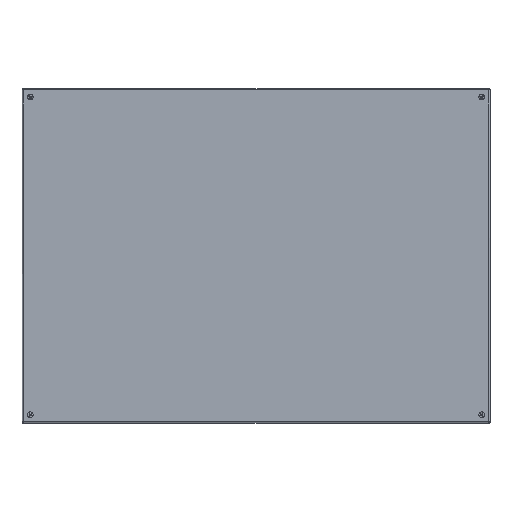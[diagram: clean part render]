
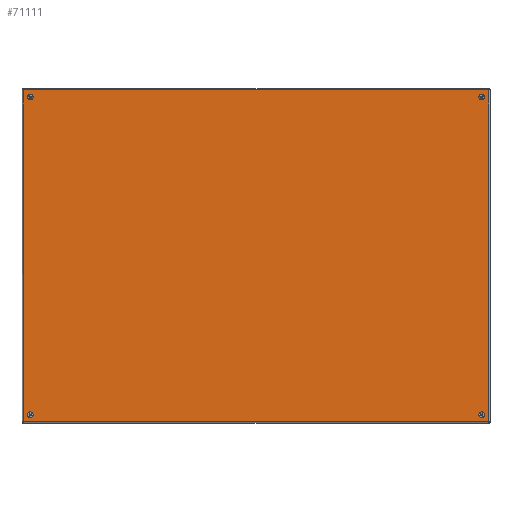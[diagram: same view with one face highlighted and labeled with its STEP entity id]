
A CAD part, top view. The second image highlights one B-rep face of the part: STEP entity #71111.
In plain terms, the highlighted face is planar.
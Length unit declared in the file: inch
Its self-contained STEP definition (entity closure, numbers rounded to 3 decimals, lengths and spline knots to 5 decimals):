
#1061 = CIRCLE ( 'NONE', #40422, 0.25 ) ;
#1289 = ORIENTED_EDGE ( 'NONE', *, *, #78809, .T. ) ;
#1778 = EDGE_LOOP ( 'NONE', ( #104296, #105858 ) ) ;
#2701 = DIRECTION ( 'NONE',  ( 1., 0., 0. ) ) ;
#3083 = VERTEX_POINT ( 'NONE', #87925 ) ;
#3337 = CARTESIAN_POINT ( 'NONE',  ( 0., 21., -14.892 ) ) ;
#4122 = CARTESIAN_POINT ( 'NONE',  ( 0., 0.108, -14.892 ) ) ;
#4828 = VERTEX_POINT ( 'NONE', #88051 ) ;
#6609 = CIRCLE ( 'NONE', #71675, 0.25 ) ;
#7496 = VECTOR ( 'NONE', #52246, 39.37008 ) ;
#8313 = DIRECTION ( 'NONE',  ( 0., 0., -1. ) ) ;
#8365 = VERTEX_POINT ( 'NONE', #28097 ) ;
#8666 = DIRECTION ( 'NONE',  ( 0., 1., 0. ) ) ;
#9868 = DIRECTION ( 'NONE',  ( 0., 1., 0. ) ) ;
#10367 = CARTESIAN_POINT ( 'NONE',  ( 0., 0.108, 0. ) ) ;
#11472 = CARTESIAN_POINT ( 'NONE',  ( 0., 0.5, 14.25 ) ) ;
#11481 = VERTEX_POINT ( 'NONE', #103947 ) ;
#14545 = VECTOR ( 'NONE', #9868, 39.37008 ) ;
#15110 = DIRECTION ( 'NONE',  ( 0., 1., 0. ) ) ;
#16959 = VERTEX_POINT ( 'NONE', #4122 ) ;
#17137 = FACE_OUTER_BOUND ( 'NONE', #42803, .T. ) ;
#17646 = FACE_BOUND ( 'NONE', #96550, .T. ) ;
#17912 = LINE ( 'NONE', #10367, #36728 ) ;
#17953 = LINE ( 'NONE', #50647, #14545 ) ;
#18878 = CIRCLE ( 'NONE', #25705, 0.25 ) ;
#19630 = CIRCLE ( 'NONE', #79492, 0.25 ) ;
#24222 = VERTEX_POINT ( 'NONE', #11472 ) ;
#25225 = CARTESIAN_POINT ( 'NONE',  ( 0., 0.75, 14.25 ) ) ;
#25444 = ORIENTED_EDGE ( 'NONE', *, *, #67979, .T. ) ;
#25705 = AXIS2_PLACEMENT_3D ( 'NONE', #99173, #92188, #8666 ) ;
#28097 = CARTESIAN_POINT ( 'NONE',  ( 0., 41.5, -14.25 ) ) ;
#28470 = CARTESIAN_POINT ( 'NONE',  ( 0., 1., 14.25 ) ) ;
#32183 = DIRECTION ( 'NONE',  ( 1., 0., 0. ) ) ;
#33966 = CARTESIAN_POINT ( 'NONE',  ( 0., 41., 14.25 ) ) ;
#35253 = PLANE ( 'NONE',  #71387 ) ;
#36728 = VECTOR ( 'NONE', #42538, 39.37008 ) ;
#36828 = CARTESIAN_POINT ( 'NONE',  ( 0., 21., 0. ) ) ;
#37201 = EDGE_LOOP ( 'NONE', ( #58267, #1289 ) ) ;
#40029 = ORIENTED_EDGE ( 'NONE', *, *, #49368, .T. ) ;
#40154 = EDGE_CURVE ( 'NONE', #89621, #4828, #18878, .T. ) ;
#40422 = AXIS2_PLACEMENT_3D ( 'NONE', #95436, #32183, #15110 ) ;
#40791 = CIRCLE ( 'NONE', #75080, 0.25 ) ;
#42263 = FACE_BOUND ( 'NONE', #1778, .T. ) ;
#42446 = CARTESIAN_POINT ( 'NONE',  ( 0., 41.25, 14.25 ) ) ;
#42538 = DIRECTION ( 'NONE',  ( 0., 0., 1. ) ) ;
#42803 = EDGE_LOOP ( 'NONE', ( #57745, #40029, #25444, #85910 ) ) ;
#47849 = CARTESIAN_POINT ( 'NONE',  ( 0., 0.75, 14.25 ) ) ;
#48280 = EDGE_CURVE ( 'NONE', #63659, #11481, #97268, .T. ) ;
#48990 = VERTEX_POINT ( 'NONE', #28470 ) ;
#49368 = EDGE_CURVE ( 'NONE', #11481, #16959, #76839, .T. ) ;
#50647 = CARTESIAN_POINT ( 'NONE',  ( 0., 21., 14.892 ) ) ;
#51713 = EDGE_CURVE ( 'NONE', #93215, #83526, #19630, .T. ) ;
#52246 = DIRECTION ( 'NONE',  ( 0., -1., 0. ) ) ;
#56454 = DIRECTION ( 'NONE',  ( 1., 0., 0. ) ) ;
#56643 = CARTESIAN_POINT ( 'NONE',  ( 0., 41.892, 0. ) ) ;
#57486 = EDGE_CURVE ( 'NONE', #8365, #104922, #71757, .T. ) ;
#57745 = ORIENTED_EDGE ( 'NONE', *, *, #48280, .T. ) ;
#58267 = ORIENTED_EDGE ( 'NONE', *, *, #51713, .T. ) ;
#58529 = CARTESIAN_POINT ( 'NONE',  ( 0., 41.25, -14.25 ) ) ;
#59066 = DIRECTION ( 'NONE',  ( 0., 1., 0. ) ) ;
#59961 = EDGE_CURVE ( 'NONE', #24222, #48990, #6609, .T. ) ;
#62098 = AXIS2_PLACEMENT_3D ( 'NONE', #66177, #90782, #67236 ) ;
#62126 = DIRECTION ( 'NONE',  ( -1., 0., 0. ) ) ;
#63379 = ORIENTED_EDGE ( 'NONE', *, *, #90568, .T. ) ;
#63659 = VERTEX_POINT ( 'NONE', #74680 ) ;
#64918 = DIRECTION ( 'NONE',  ( 1., 0., 0. ) ) ;
#65166 = EDGE_CURVE ( 'NONE', #3083, #63659, #17953, .T. ) ;
#66177 = CARTESIAN_POINT ( 'NONE',  ( 0., 41.25, 14.25 ) ) ;
#66387 = ORIENTED_EDGE ( 'NONE', *, *, #57486, .T. ) ;
#66667 = AXIS2_PLACEMENT_3D ( 'NONE', #25225, #64918, #91590 ) ;
#66910 = FACE_BOUND ( 'NONE', #37201, .T. ) ;
#67236 = DIRECTION ( 'NONE',  ( 0., 1., 0. ) ) ;
#67979 = EDGE_CURVE ( 'NONE', #16959, #3083, #17912, .T. ) ;
#68877 = CIRCLE ( 'NONE', #62098, 0.25 ) ;
#71111 = ADVANCED_FACE ( 'NONE', ( #17137, #17646, #42263, #66910, #99534 ), #35253, .T. ) ;
#71387 = AXIS2_PLACEMENT_3D ( 'NONE', #36828, #62126, #101110 ) ;
#71675 = AXIS2_PLACEMENT_3D ( 'NONE', #47849, #56454, #80981 ) ;
#71757 = CIRCLE ( 'NONE', #80301, 0.25 ) ;
#74187 = ORIENTED_EDGE ( 'NONE', *, *, #93858, .T. ) ;
#74680 = CARTESIAN_POINT ( 'NONE',  ( 0., 41.892, 14.892 ) ) ;
#75080 = AXIS2_PLACEMENT_3D ( 'NONE', #93591, #101612, #94133 ) ;
#76839 = LINE ( 'NONE', #3337, #7496 ) ;
#78809 = EDGE_CURVE ( 'NONE', #83526, #93215, #68877, .T. ) ;
#79119 = CARTESIAN_POINT ( 'NONE',  ( 0., 41.5, 14.25 ) ) ;
#79492 = AXIS2_PLACEMENT_3D ( 'NONE', #42446, #2701, #94351 ) ;
#80301 = AXIS2_PLACEMENT_3D ( 'NONE', #58529, #101250, #59066 ) ;
#80375 = ORIENTED_EDGE ( 'NONE', *, *, #59961, .T. ) ;
#80981 = DIRECTION ( 'NONE',  ( 0., 1., 0. ) ) ;
#83526 = VERTEX_POINT ( 'NONE', #33966 ) ;
#85910 = ORIENTED_EDGE ( 'NONE', *, *, #65166, .T. ) ;
#86821 = EDGE_LOOP ( 'NONE', ( #74187, #80375 ) ) ;
#87723 = VECTOR ( 'NONE', #8313, 39.37008 ) ;
#87925 = CARTESIAN_POINT ( 'NONE',  ( 0., 0.108, 14.892 ) ) ;
#88051 = CARTESIAN_POINT ( 'NONE',  ( 0., 1., -14.25 ) ) ;
#89621 = VERTEX_POINT ( 'NONE', #95133 ) ;
#90568 = EDGE_CURVE ( 'NONE', #104922, #8365, #1061, .T. ) ;
#90782 = DIRECTION ( 'NONE',  ( 1., 0., 0. ) ) ;
#91590 = DIRECTION ( 'NONE',  ( 0., 1., 0. ) ) ;
#92188 = DIRECTION ( 'NONE',  ( 1., 0., 0. ) ) ;
#92860 = EDGE_CURVE ( 'NONE', #4828, #89621, #40791, .T. ) ;
#93215 = VERTEX_POINT ( 'NONE', #79119 ) ;
#93591 = CARTESIAN_POINT ( 'NONE',  ( 0., 0.75, -14.25 ) ) ;
#93858 = EDGE_CURVE ( 'NONE', #48990, #24222, #97449, .T. ) ;
#94133 = DIRECTION ( 'NONE',  ( 0., 1., 0. ) ) ;
#94351 = DIRECTION ( 'NONE',  ( 0., 1., 0. ) ) ;
#95133 = CARTESIAN_POINT ( 'NONE',  ( 0., 0.5, -14.25 ) ) ;
#95436 = CARTESIAN_POINT ( 'NONE',  ( 0., 41.25, -14.25 ) ) ;
#96434 = CARTESIAN_POINT ( 'NONE',  ( 0., 41., -14.25 ) ) ;
#96550 = EDGE_LOOP ( 'NONE', ( #66387, #63379 ) ) ;
#97268 = LINE ( 'NONE', #56643, #87723 ) ;
#97449 = CIRCLE ( 'NONE', #66667, 0.25 ) ;
#99173 = CARTESIAN_POINT ( 'NONE',  ( 0., 0.75, -14.25 ) ) ;
#99534 = FACE_BOUND ( 'NONE', #86821, .T. ) ;
#101110 = DIRECTION ( 'NONE',  ( 0., 1., 0. ) ) ;
#101250 = DIRECTION ( 'NONE',  ( 1., 0., 0. ) ) ;
#101612 = DIRECTION ( 'NONE',  ( 1., 0., 0. ) ) ;
#103947 = CARTESIAN_POINT ( 'NONE',  ( 0., 41.892, -14.892 ) ) ;
#104296 = ORIENTED_EDGE ( 'NONE', *, *, #92860, .T. ) ;
#104922 = VERTEX_POINT ( 'NONE', #96434 ) ;
#105858 = ORIENTED_EDGE ( 'NONE', *, *, #40154, .T. ) ;
